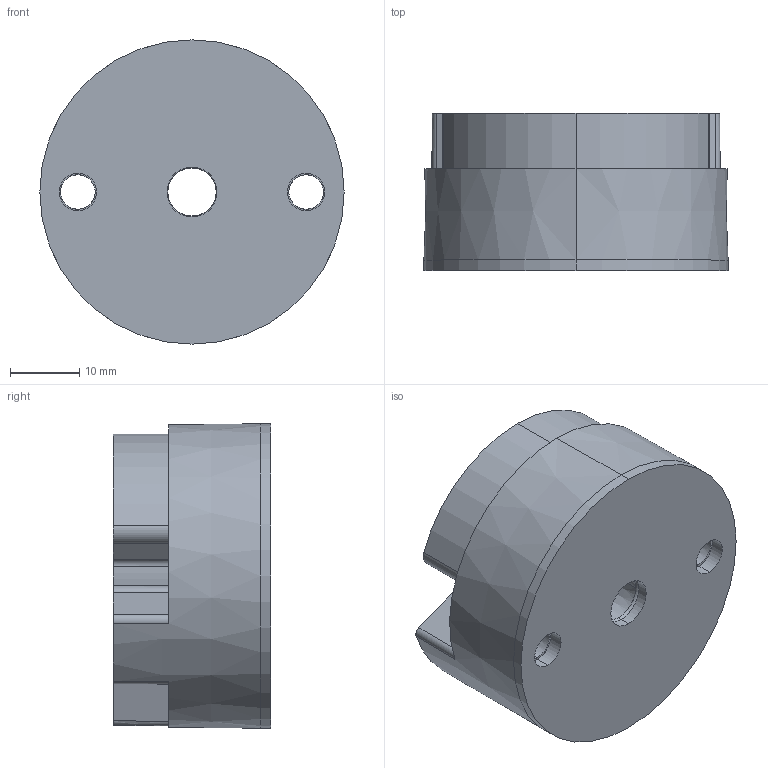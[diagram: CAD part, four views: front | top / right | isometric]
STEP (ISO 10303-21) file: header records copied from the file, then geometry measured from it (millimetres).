
FILE_DESCRIPTION (( 'STEP AP214' ), '1' );
FILE_NAME ('XTH-0100F-J.STEP', '2018-06-21T18:11:34', ( '' ), ( '' ), 'SwSTEP 2.0', 'SolidWorks 2017', '' );
FILE_SCHEMA (( 'AUTOMOTIVE_DESIGN' ));
Length unit declared in the file: millimetre
Products named in the file (1): XTH-0100F-J
Bounding box: 44 x 22.7 x 44 mm (x, y, z)
Volume: 9606.6 mm3; surface area: 17500.1 mm2
Topology: 1 solids, 7 shells, 1228 faces, 3757 edges, 2382 vertices
Faces by surface type: plane 652, cylinder 318, bspline 156, cone 53, torus 45, sphere 4
Entity records: 52076 total; most frequent: CARTESIAN_POINT 22222, ORIENTED_EDGE 7262, DIRECTION 4607, EDGE_CURVE 3631, VERTEX_POINT 2380, LINE 1931, VECTOR 1931, B_SPLINE_CURVE_WITH_KNOTS 1433
